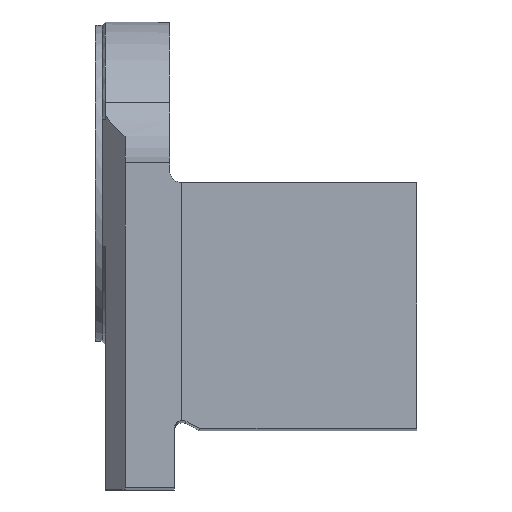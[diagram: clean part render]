
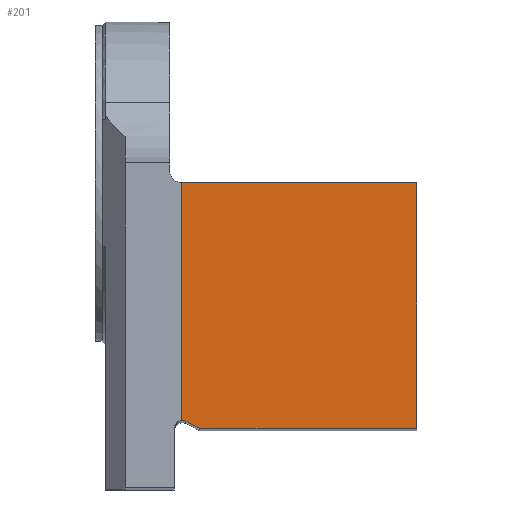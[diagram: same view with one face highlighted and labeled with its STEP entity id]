
A CAD part, top view. The second image highlights one B-rep face of the part: STEP entity #201.
In plain terms, the highlighted planar face has unit normal (0, 0, 1).
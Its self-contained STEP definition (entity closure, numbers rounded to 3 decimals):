
#43=FACE_OUTER_BOUND('',#256,.T.);
#77=LINE('',#1112,#123);
#78=LINE('',#1114,#124);
#79=LINE('',#1116,#125);
#80=LINE('',#1118,#126);
#81=LINE('',#1120,#127);
#123=VECTOR('',#887,1.);
#124=VECTOR('',#888,1.);
#125=VECTOR('',#889,1.);
#126=VECTOR('',#890,1.);
#127=VECTOR('',#891,1.);
#158=PLANE('',#762);
#201=ADVANCED_FACE('',(#43),#158,.F.);
#256=EDGE_LOOP('',(#340,#341,#342,#343,#344,#345));
#340=ORIENTED_EDGE('',*,*,#504,.F.);
#341=ORIENTED_EDGE('',*,*,#489,.T.);
#342=ORIENTED_EDGE('',*,*,#505,.F.);
#343=ORIENTED_EDGE('',*,*,#506,.F.);
#344=ORIENTED_EDGE('',*,*,#507,.F.);
#345=ORIENTED_EDGE('',*,*,#508,.F.);
#489=EDGE_CURVE('',#657,#656,#570,.T.);
#504=EDGE_CURVE('',#657,#669,#77,.T.);
#505=EDGE_CURVE('',#670,#656,#78,.T.);
#506=EDGE_CURVE('',#671,#670,#79,.T.);
#507=EDGE_CURVE('',#672,#671,#80,.T.);
#508=EDGE_CURVE('',#669,#672,#81,.T.);
#570=CIRCLE('',#755,0.8);
#656=VERTEX_POINT('',#1072);
#657=VERTEX_POINT('',#1074);
#669=VERTEX_POINT('',#1113);
#670=VERTEX_POINT('',#1115);
#671=VERTEX_POINT('',#1117);
#672=VERTEX_POINT('',#1119);
#755=AXIS2_PLACEMENT_3D('',#1073,#863,#864);
#762=AXIS2_PLACEMENT_3D('',#1121,#892,#893);
#863=DIRECTION('',(0.,0.,-1.));
#864=DIRECTION('',(-1.,0.,0.));
#887=DIRECTION('',(0.,1.,0.));
#888=DIRECTION('',(-0.891,0.454,0.));
#889=DIRECTION('',(-1.,0.,0.));
#890=DIRECTION('',(0.,-1.,0.));
#891=DIRECTION('',(1.,0.,0.));
#892=DIRECTION('',(0.,0.,-1.));
#893=DIRECTION('',(-1.,0.,0.));
#1072=CARTESIAN_POINT('',(-23.337,0.713,0.));
#1073=CARTESIAN_POINT('',(-23.7,0.,0.));
#1074=CARTESIAN_POINT('',(-23.8,0.794,0.));
#1112=CARTESIAN_POINT('',(-23.8,0.,0.));
#1113=CARTESIAN_POINT('',(-23.8,24.875,0.));
#1114=CARTESIAN_POINT('',(-21.938,0.,0.));
#1115=CARTESIAN_POINT('',(-21.938,0.,0.));
#1116=CARTESIAN_POINT('',(0.,0.,0.));
#1117=CARTESIAN_POINT('',(0.,0.,0.));
#1118=CARTESIAN_POINT('',(0.,24.875,0.));
#1119=CARTESIAN_POINT('',(0.,24.875,0.));
#1120=CARTESIAN_POINT('',(-24.5,24.875,0.));
#1121=CARTESIAN_POINT('',(-23.7,0.,0.));
